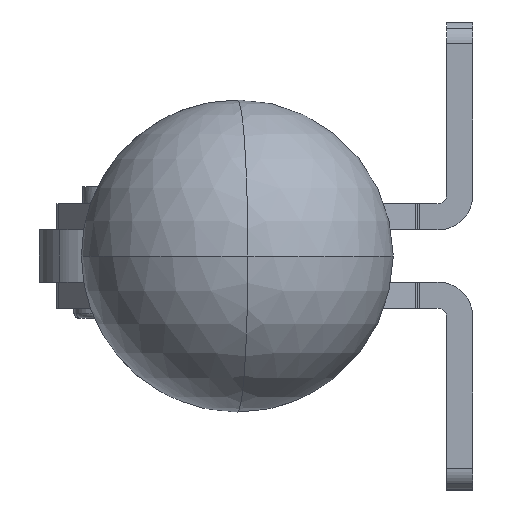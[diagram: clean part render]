
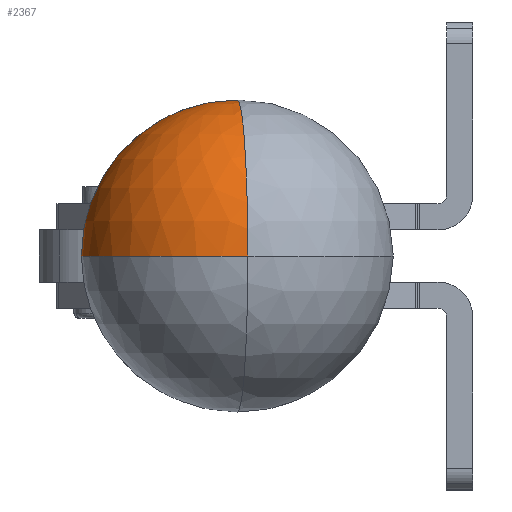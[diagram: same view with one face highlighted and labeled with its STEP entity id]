
A CAD part, left-side view. The second image highlights one B-rep face of the part: STEP entity #2367.
In plain terms, the highlighted spherical face has radius 18 mm.
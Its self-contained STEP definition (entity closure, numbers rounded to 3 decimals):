
#2315=CARTESIAN_POINT('',(-124.16,25.94,-6.));
#2316=VERTEX_POINT('',#2315);
#2335=CARTESIAN_POINT('',(-106.201,27.15,-6.));
#2336=DIRECTION('',(0.0,0.0,1.0));
#2337=DIRECTION('',(-0.998,-0.067,0.));
#2338=AXIS2_PLACEMENT_3D('',#2335,#2336,#2337);
#2339=SPHERICAL_SURFACE('',#2338,18.);
#2340=CARTESIAN_POINT('',(-106.201,27.15,12.));
#2341=VERTEX_POINT('',#2340);
#2342=CARTESIAN_POINT('',(-106.201,27.15,-6.));
#2343=DIRECTION('',(-0.067,0.998,0.0));
#2344=DIRECTION('',(0.0,0.0,-1.0));
#2345=AXIS2_PLACEMENT_3D('',#2342,#2343,#2344);
#2346=CIRCLE('',#2345,18.);
#2347=EDGE_CURVE('',#2316,#2341,#2346,.T.);
#2348=ORIENTED_EDGE('',*,*,#2347,.T.);
#2349=CARTESIAN_POINT('',(-105.825,45.146,-6.));
#2350=VERTEX_POINT('',#2349);
#2351=CARTESIAN_POINT('',(-106.201,27.15,-6.));
#2352=DIRECTION('',(1.,-0.021,0.));
#2353=DIRECTION('',(0.021,1.,0.));
#2354=AXIS2_PLACEMENT_3D('',#2351,#2352,#2353);
#2355=CIRCLE('',#2354,18.);
#2356=EDGE_CURVE('',#2350,#2341,#2355,.T.);
#2357=ORIENTED_EDGE('',*,*,#2356,.F.);
#2358=CARTESIAN_POINT('',(-106.201,27.15,-6.));
#2359=DIRECTION('',(0.,0.,-1.0));
#2360=DIRECTION('',(0.067,-0.998,0.));
#2361=AXIS2_PLACEMENT_3D('',#2358,#2359,#2360);
#2362=CIRCLE('',#2361,18.);
#2363=EDGE_CURVE('',#2316,#2350,#2362,.T.);
#2364=ORIENTED_EDGE('',*,*,#2363,.F.);
#2365=EDGE_LOOP('',(#2348,#2357,#2364));
#2366=FACE_OUTER_BOUND('',#2365,.T.);
#2367=ADVANCED_FACE('',(#2366),#2339,.T.);
